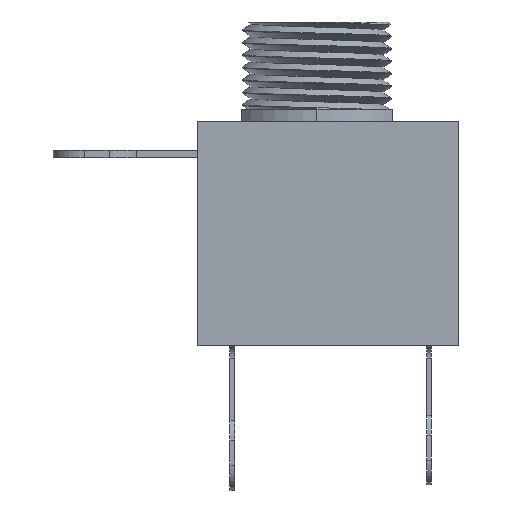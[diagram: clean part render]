
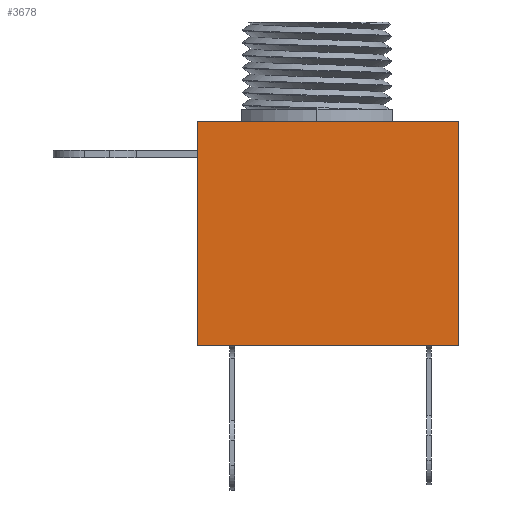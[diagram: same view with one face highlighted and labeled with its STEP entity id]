
A CAD part, left-side view. The second image highlights one B-rep face of the part: STEP entity #3678.
In plain terms, the highlighted planar face has unit normal (-1, 0, 0).
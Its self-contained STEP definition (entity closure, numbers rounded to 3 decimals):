
#188 = VECTOR ( 'NONE', #253, 1000. ) ;
#253 = DIRECTION ( 'NONE',  ( 0., -1., 0. ) ) ;
#348 = ORIENTED_EDGE ( 'NONE', *, *, #1864, .T. ) ;
#466 = VERTEX_POINT ( 'NONE', #4533 ) ;
#550 = EDGE_CURVE ( 'NONE', #4933, #466, #4297, .T. ) ;
#585 = DIRECTION ( 'NONE',  ( -1., 0., 0. ) ) ;
#603 = EDGE_LOOP ( 'NONE', ( #4232, #1390, #1237, #348 ) ) ;
#749 = EDGE_CURVE ( 'NONE', #3836, #2584, #3930, .T. ) ;
#867 = FACE_OUTER_BOUND ( 'NONE', #603, .T. ) ;
#1237 = ORIENTED_EDGE ( 'NONE', *, *, #550, .T. ) ;
#1390 = ORIENTED_EDGE ( 'NONE', *, *, #2648, .F. ) ;
#1500 = CARTESIAN_POINT ( 'NONE',  ( -4.5, 4.8, 0. ) ) ;
#1864 = EDGE_CURVE ( 'NONE', #466, #2584, #2764, .T. ) ;
#2000 = CARTESIAN_POINT ( 'NONE',  ( -4.5, -5.7, -9. ) ) ;
#2038 = DIRECTION ( 'NONE',  ( 0., 0., 1. ) ) ;
#2348 = VECTOR ( 'NONE', #2038, 1000. ) ;
#2584 = VERTEX_POINT ( 'NONE', #2888 ) ;
#2606 = AXIS2_PLACEMENT_3D ( 'NONE', #4813, #585, #3239 ) ;
#2648 = EDGE_CURVE ( 'NONE', #4933, #3836, #3413, .T. ) ;
#2764 = LINE ( 'NONE', #2000, #2879 ) ;
#2788 = CARTESIAN_POINT ( 'NONE',  ( -4.5, 4.8, -9. ) ) ;
#2879 = VECTOR ( 'NONE', #3188, 1000. ) ;
#2888 = CARTESIAN_POINT ( 'NONE',  ( -4.5, -5.7, 0. ) ) ;
#3188 = DIRECTION ( 'NONE',  ( 0., 0., 1. ) ) ;
#3239 = DIRECTION ( 'NONE',  ( 0., -1., 0. ) ) ;
#3413 = LINE ( 'NONE', #3584, #2348 ) ;
#3584 = CARTESIAN_POINT ( 'NONE',  ( -4.5, 4.8, -9. ) ) ;
#3645 = PLANE ( 'NONE',  #2606 ) ;
#3678 = ADVANCED_FACE ( 'NONE', ( #867 ), #3645, .T. ) ;
#3836 = VERTEX_POINT ( 'NONE', #4898 ) ;
#3930 = LINE ( 'NONE', #1500, #4237 ) ;
#4232 = ORIENTED_EDGE ( 'NONE', *, *, #749, .F. ) ;
#4237 = VECTOR ( 'NONE', #4583, 1000. ) ;
#4297 = LINE ( 'NONE', #4939, #188 ) ;
#4533 = CARTESIAN_POINT ( 'NONE',  ( -4.5, -5.7, -9. ) ) ;
#4583 = DIRECTION ( 'NONE',  ( 0., -1., 0. ) ) ;
#4813 = CARTESIAN_POINT ( 'NONE',  ( -4.5, 4.8, -9. ) ) ;
#4898 = CARTESIAN_POINT ( 'NONE',  ( -4.5, 4.8, 0. ) ) ;
#4933 = VERTEX_POINT ( 'NONE', #2788 ) ;
#4939 = CARTESIAN_POINT ( 'NONE',  ( -4.5, 4.8, -9. ) ) ;
